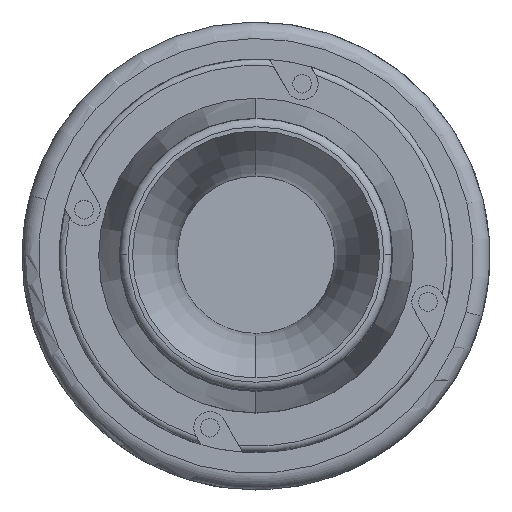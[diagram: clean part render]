
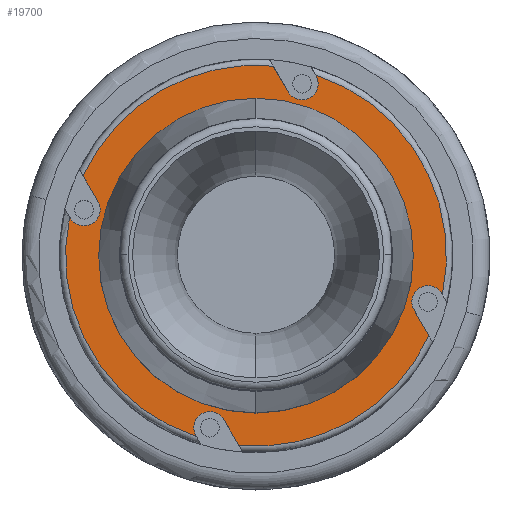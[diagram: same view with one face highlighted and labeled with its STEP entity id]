
A CAD part, top view. The second image highlights one B-rep face of the part: STEP entity #19700.
In plain terms, the highlighted face is planar.
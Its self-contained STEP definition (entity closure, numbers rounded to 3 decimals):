
#4450=CARTESIAN_POINT('',(892.3,-193.521,
49.416));
#4460=VERTEX_POINT('',#4450);
#5380=CARTESIAN_POINT('',(892.3,-209.384,
-9.786));
#5390=VERTEX_POINT('',#5380);
#5420=CARTESIAN_POINT('',(857.995,-201.452,
19.815));
#5430=DIRECTION('',(0.,-0.966,
0.259));
#5440=DIRECTION('',(0.866,-0.129,
-0.483));
#5450=AXIS2_PLACEMENT_3D('',#5420,#5430,#5440);
#5460=CIRCLE('',#5450,46.);
#5470=EDGE_CURVE('',#5390,#4460,#5460,.T.);
#6510=CARTESIAN_POINT('',(884.5,-191.722,
56.13));
#6520=VERTEX_POINT('',#6510);
#6550=CARTESIAN_POINT('',(831.489,-191.722,
56.13));
#6560=VERTEX_POINT('',#6550);
#6570=EDGE_CURVE('',#6520,#6560,#5460,.T.);
#7770=CARTESIAN_POINT('',(884.5,-193.583,
49.185));
#7780=VERTEX_POINT('',#7770);
#7810=CARTESIAN_POINT('',(884.5,-214.253,
-27.957));
#7820=DIRECTION('',(0.,0.259,
0.966));
#7830=VECTOR('',#7820,1.);
#7840=LINE('',#7810,#7830);
#7850=EDGE_CURVE('',#7780,#6520,#7840,.T.);
#9100=CARTESIAN_POINT('',(892.3,-215.418,
-32.307));
#9110=DIRECTION('',(0.,-0.259,
-0.966));
#9120=VECTOR('',#9110,1.);
#9130=LINE('',#9100,#9120);
#9140=CARTESIAN_POINT('',(892.3,-193.583,
49.185));
#9150=VERTEX_POINT('',#9140);
#9160=EDGE_CURVE('',#4460,#9150,#9130,.T.);
#9500=CARTESIAN_POINT('',(888.4,-193.583,
49.185));
#9510=DIRECTION('',(0.,-0.966,
0.259));
#9520=DIRECTION('',(1.,0.,0.));
#9530=AXIS2_PLACEMENT_3D('',#9500,#9510,#9520);
#9540=CIRCLE('',#9530,3.9);
#9550=EDGE_CURVE('',#7780,#9150,#9540,.T.);
#9670=CARTESIAN_POINT('',(831.489,-206.332,
1.606));
#9680=DIRECTION('',(0.,-0.259,
-0.966));
#9690=VECTOR('',#9680,1.);
#9700=LINE('',#9670,#9690);
#9710=CARTESIAN_POINT('',(831.489,-193.583,
49.185));
#9720=VERTEX_POINT('',#9710);
#9730=EDGE_CURVE('',#6560,#9720,#9700,.T.);
#10080=CARTESIAN_POINT('',(823.689,-193.521,
49.416));
#10090=VERTEX_POINT('',#10080);
#10100=CARTESIAN_POINT('',(823.689,-209.384,
-9.786));
#10110=VERTEX_POINT('',#10100);
#10120=EDGE_CURVE('',#10090,#10110,#5460,.T.);
#12250=CARTESIAN_POINT('',(823.689,-193.583,
49.185));
#12260=VERTEX_POINT('',#12250);
#12290=CARTESIAN_POINT('',(823.689,-205.166,
5.956));
#12300=DIRECTION('',(0.,0.259,
0.966));
#12310=VECTOR('',#12300,1.);
#12320=LINE('',#12290,#12310);
#12330=EDGE_CURVE('',#12260,#10090,#12320,.T.);
#13520=CARTESIAN_POINT('',(827.589,-193.583,
49.185));
#13530=DIRECTION('',(0.,0.966,
-0.259));
#13540=DIRECTION('',(-1.,0.,0.));
#13550=AXIS2_PLACEMENT_3D('',#13520,#13530,#13540);
#13560=CIRCLE('',#13550,3.9);
#13570=EDGE_CURVE('',#9720,#12260,#13560,.T.);
#13690=CARTESIAN_POINT('',(823.689,-205.166,
5.956));
#13700=DIRECTION('',(0.,0.259,
0.966));
#13710=VECTOR('',#13700,1.);
#13720=LINE('',#13690,#13710);
#13730=CARTESIAN_POINT('',(823.689,-209.322,
-9.554));
#13740=VERTEX_POINT('',#13730);
#13750=EDGE_CURVE('',#10110,#13740,#13720,.T.);
#14900=CARTESIAN_POINT('',(831.489,-211.183,
-16.5));
#14910=VERTEX_POINT('',#14900);
#14940=CARTESIAN_POINT('',(884.5,-211.183,
-16.5));
#14950=VERTEX_POINT('',#14940);
#14960=EDGE_CURVE('',#14910,#14950,#5460,.T.);
#16090=CARTESIAN_POINT('',(831.489,-209.322,
-9.554));
#16100=VERTEX_POINT('',#16090);
#16130=CARTESIAN_POINT('',(831.489,-206.332,
1.606));
#16140=DIRECTION('',(0.,-0.259,
-0.966));
#16150=VECTOR('',#16140,1.);
#16160=LINE('',#16130,#16150);
#16170=EDGE_CURVE('',#16100,#14910,#16160,.T.);
#17300=CARTESIAN_POINT('',(827.589,-209.322,
-9.554));
#17310=DIRECTION('',(0.,-0.966,
0.259));
#17320=DIRECTION('',(-1.,0.,0.));
#17330=AXIS2_PLACEMENT_3D('',#17300,#17310,#17320);
#17340=CIRCLE('',#17330,3.9);
#17350=EDGE_CURVE('',#16100,#13740,#17340,.T.);
#17470=CARTESIAN_POINT('',(884.5,-214.253,
-27.957));
#17480=DIRECTION('',(0.,0.259,
0.966));
#17490=VECTOR('',#17480,1.);
#17500=LINE('',#17470,#17490);
#17510=CARTESIAN_POINT('',(884.5,-209.322,
-9.554));
#17520=VERTEX_POINT('',#17510);
#17530=EDGE_CURVE('',#14950,#17520,#17500,.T.);
#17940=CARTESIAN_POINT('',(892.3,-209.322,
-9.554));
#17950=VERTEX_POINT('',#17940);
#17980=CARTESIAN_POINT('',(892.3,-215.418,
-32.307));
#17990=DIRECTION('',(0.,-0.259,
-0.966));
#18000=VECTOR('',#17990,1.);
#18010=LINE('',#17980,#18000);
#18020=EDGE_CURVE('',#17950,#5390,#18010,.T.);
#19150=CARTESIAN_POINT('',(888.4,-209.322,
-9.554));
#19160=DIRECTION('',(0.,0.966,
-0.259));
#19170=DIRECTION('',(1.,0.,0.));
#19180=AXIS2_PLACEMENT_3D('',#19150,#19160,#19170);
#19190=CIRCLE('',#19180,3.9);
#19200=EDGE_CURVE('',#17520,#17950,#19190,.T.);
#19320=CARTESIAN_POINT('',(835.452,-206.924,
-0.604));
#19330=DIRECTION('',(0.,-0.966,
0.259));
#19340=DIRECTION('',(0.866,-0.129,
-0.483));
#19350=AXIS2_PLACEMENT_3D('',#19320,#19330,#19340);
#19360=PLANE('',#19350);
#19370=ORIENTED_EDGE('',*,*,#18020,.T.);
#19380=ORIENTED_EDGE('',*,*,#19200,.T.);
#19390=ORIENTED_EDGE('',*,*,#17530,.T.);
#19400=ORIENTED_EDGE('',*,*,#14960,.T.);
#19410=ORIENTED_EDGE('',*,*,#16170,.T.);
#19420=ORIENTED_EDGE('',*,*,#17350,.F.);
#19430=ORIENTED_EDGE('',*,*,#13750,.T.);
#19440=ORIENTED_EDGE('',*,*,#10120,.T.);
#19450=ORIENTED_EDGE('',*,*,#12330,.T.);
#19460=ORIENTED_EDGE('',*,*,#13570,.T.);
#19470=ORIENTED_EDGE('',*,*,#9730,.T.);
#19480=ORIENTED_EDGE('',*,*,#6570,.T.);
#19490=ORIENTED_EDGE('',*,*,#7850,.T.);
#19500=ORIENTED_EDGE('',*,*,#9550,.F.);
#19510=ORIENTED_EDGE('',*,*,#9160,.T.);
#19520=ORIENTED_EDGE('',*,*,#5470,.T.);
#19530=EDGE_LOOP('',(#19520,#19510,#19500,#19490,#19480,#19470,#19460,
#19450,#19440,#19430,#19420,#19410,#19400,#19390,#19380,#19370));
#19540=FACE_OUTER_BOUND('',#19530,.T.);
#19550=CARTESIAN_POINT('',(857.995,-201.452,
19.815));
#19560=DIRECTION('',(0.,-0.966,
0.259));
#19570=DIRECTION('',(0.866,-0.129,
-0.483));
#19580=AXIS2_PLACEMENT_3D('',#19550,#19560,#19570);
#19590=CIRCLE('',#19580,38.);
#19600=CARTESIAN_POINT('',(890.904,-206.37,
1.463));
#19610=VERTEX_POINT('',#19600);
#19620=CARTESIAN_POINT('',(825.086,-196.535,
38.168));
#19630=VERTEX_POINT('',#19620);
#19640=EDGE_CURVE('',#19610,#19630,#19590,.T.);
#19650=ORIENTED_EDGE('',*,*,#19640,.F.);
#19660=EDGE_CURVE('',#19630,#19610,#19590,.T.);
#19670=ORIENTED_EDGE('',*,*,#19660,.F.);
#19680=EDGE_LOOP('',(#19670,#19650));
#19690=FACE_BOUND('',#19680,.T.);
#19700=ADVANCED_FACE('',(#19540,#19690),#19360,.T.);
